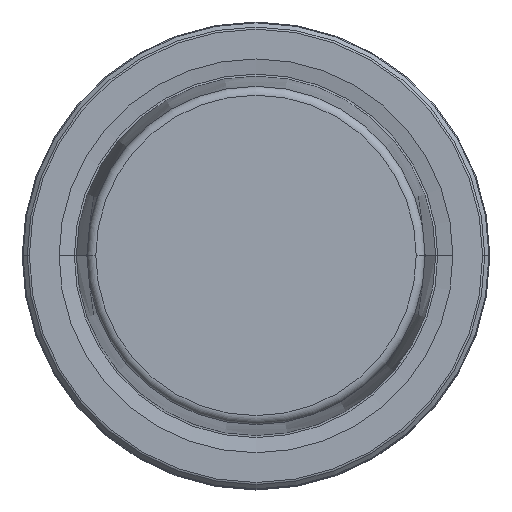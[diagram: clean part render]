
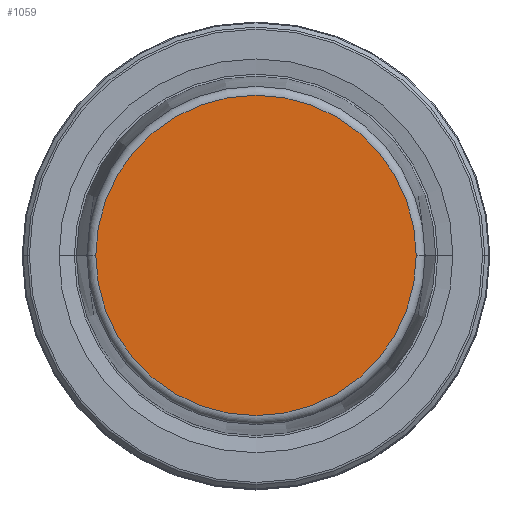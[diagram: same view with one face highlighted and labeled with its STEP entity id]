
A CAD part, top view. The second image highlights one B-rep face of the part: STEP entity #1059.
In plain terms, the highlighted planar face has unit normal (0, 0, 1).
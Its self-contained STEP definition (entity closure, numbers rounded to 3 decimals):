
#33 = EDGE_CURVE ( 'NONE', #1168, #516, #197, .T. ) ;
#82 = DIRECTION ( 'NONE',  ( 0., 0., -1. ) ) ;
#90 = DIRECTION ( 'NONE',  ( 1., 0., 0. ) ) ;
#134 = PLANE ( 'NONE',  #650 ) ;
#197 = CIRCLE ( 'NONE', #369, 21.581 ) ;
#242 = FACE_OUTER_BOUND ( 'NONE', #821, .T. ) ;
#341 = DIRECTION ( 'NONE',  ( 0., 0., 1. ) ) ;
#346 = CIRCLE ( 'NONE', #1166, 21.581 ) ;
#369 = AXIS2_PLACEMENT_3D ( 'NONE', #683, #341, #90 ) ;
#449 = ORIENTED_EDGE ( 'NONE', *, *, #1165, .T. ) ;
#516 = VERTEX_POINT ( 'NONE', #687 ) ;
#607 = ORIENTED_EDGE ( 'NONE', *, *, #33, .T. ) ;
#626 = CARTESIAN_POINT ( 'NONE',  ( 0., 0., 31.9 ) ) ;
#650 = AXIS2_PLACEMENT_3D ( 'NONE', #1012, #82, #1201 ) ;
#683 = CARTESIAN_POINT ( 'NONE',  ( 0., 0., 31.9 ) ) ;
#687 = CARTESIAN_POINT ( 'NONE',  ( -21.581, 0., 31.9 ) ) ;
#821 = EDGE_LOOP ( 'NONE', ( #607, #449 ) ) ;
#1012 = CARTESIAN_POINT ( 'NONE',  ( 0., 0., 31.9 ) ) ;
#1059 = ADVANCED_FACE ( 'NONE', ( #242 ), #134, .F. ) ;
#1114 = DIRECTION ( 'NONE',  ( 1., 0., 0. ) ) ;
#1165 = EDGE_CURVE ( 'NONE', #516, #1168, #346, .T. ) ;
#1166 = AXIS2_PLACEMENT_3D ( 'NONE', #626, #1196, #1114 ) ;
#1168 = VERTEX_POINT ( 'NONE', #1186 ) ;
#1186 = CARTESIAN_POINT ( 'NONE',  ( 21.581, 0., 31.9 ) ) ;
#1196 = DIRECTION ( 'NONE',  ( 0., 0., 1. ) ) ;
#1201 = DIRECTION ( 'NONE',  ( -1., 0., 0. ) ) ;
